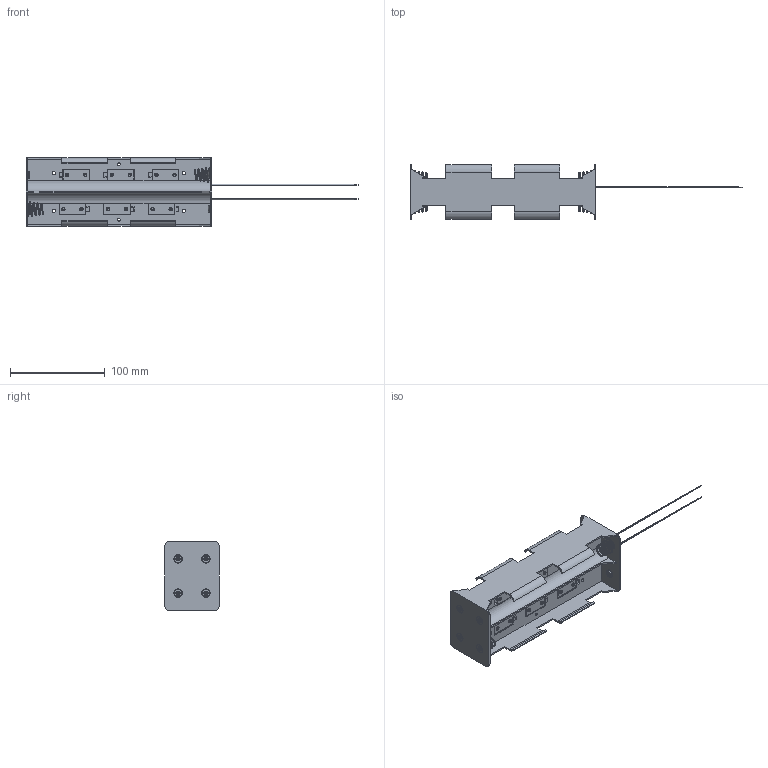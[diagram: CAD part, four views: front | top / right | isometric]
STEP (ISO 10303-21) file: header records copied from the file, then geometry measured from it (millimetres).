
FILE_DESCRIPTION (( 'STEP AP214' ), '1' );
FILE_NAME ('BH212DW.STEP', '2019-12-03T19:00:55', ( '' ), ( '' ), 'SwSTEP 2.0', 'SolidWorks 2016', '' );
FILE_SCHEMA (( 'AUTOMOTIVE_DESIGN' ));
Length unit declared in the file: millimetre
Products named in the file (1): BH212DW
Bounding box: 349.7 x 57.2 x 72.4 mm (x, y, z)
Volume: 113447.5 mm3; surface area: 93636.1 mm2
Topology: 13 solids, 13 shells, 1006 faces, 2440 edges, 1608 vertices
Faces by surface type: plane 650, cylinder 260, torus 80, bspline 16
Entity records: 45314 total; most frequent: CARTESIAN_POINT 20879, DIRECTION 5098, ORIENTED_EDGE 4880, EDGE_CURVE 2440, AXIS2_PLACEMENT_3D 1715, VECTOR 1668, LINE 1668, VERTEX_POINT 1608
